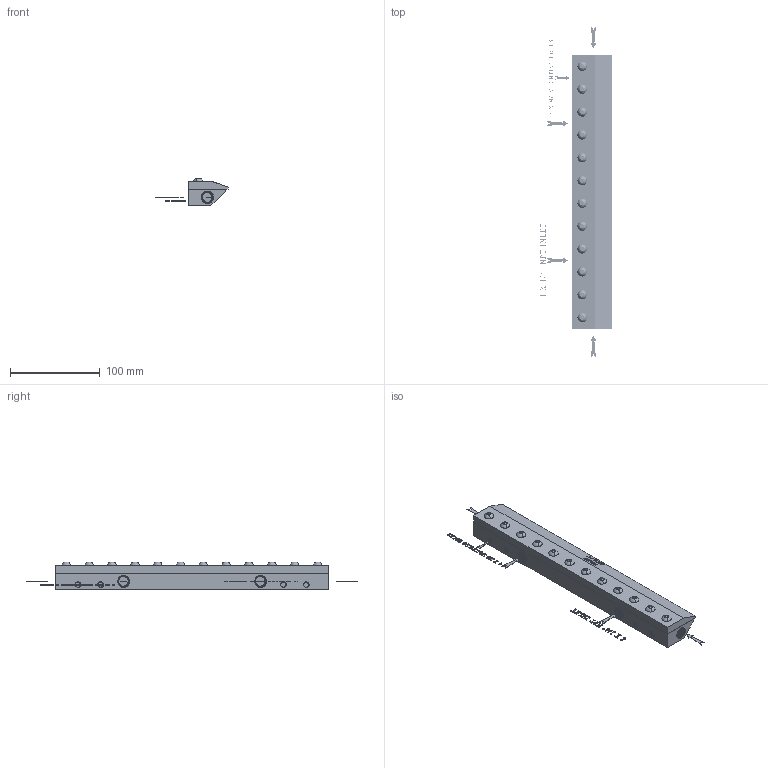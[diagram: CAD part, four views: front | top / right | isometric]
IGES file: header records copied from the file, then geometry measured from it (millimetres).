
Start section: START RECORD GO HERE.
Global section: file name: 10012XS.igs; native system: DASSAULT SYSTEMES CATIA V5 R20 - www.3ds.com; preprocessor: CATIA Version 5 Release 20 ; author: DRAFTMAN; organization: KJNDESGN; date: 20150211.153850; units: millimetre
Bounding box: 80.27 x 369.4 x 30.76 mm (x, y, z)
Volume: 276684.8 mm3; surface area: 61339.2 mm2
Topology: 50 solids, 50 shells, 3251 faces, 8803 edges, 5676 vertices
Faces by surface type: bspline 1072, plane 890, extrusion 700, revolution 589
